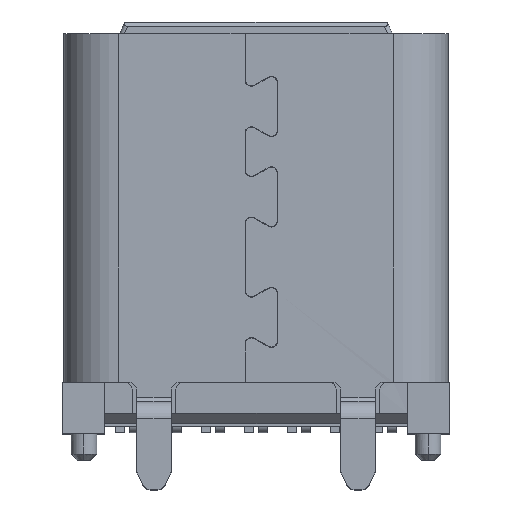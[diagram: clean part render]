
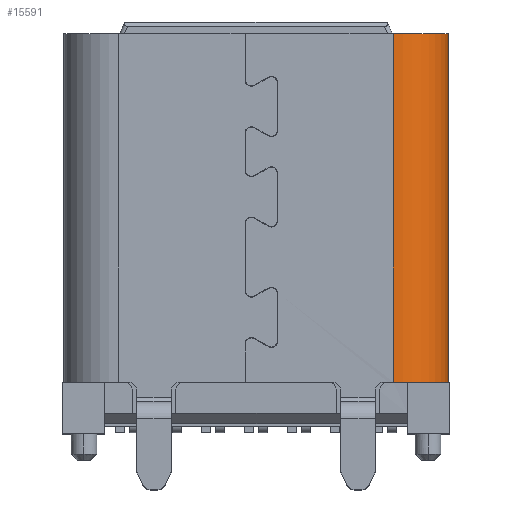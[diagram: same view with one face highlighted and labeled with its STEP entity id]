
A CAD part, top view. The second image highlights one B-rep face of the part: STEP entity #15591.
In plain terms, the highlighted cylindrical face has radius 1.28 mm (diameter 2.56 mm), a partial arc.
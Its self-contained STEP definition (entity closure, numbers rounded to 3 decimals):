
#1575 = CARTESIAN_POINT ( 'NONE',  ( 8.781, 0.592, 3.219 ) ) ;
#1701 = CARTESIAN_POINT ( 'NONE',  ( 8.781, 8.692, 3.219 ) ) ;
#1916 = CARTESIAN_POINT ( 'NONE',  ( 7.504, 0.592, 4.503 ) ) ;
#1925 = CARTESIAN_POINT ( 'NONE',  ( 7.501, 8.692, 4.499 ) ) ;
#2588 = DIRECTION ( 'NONE',  ( 0., 1., 0. ) ) ;
#2590 = DIRECTION ( 'NONE',  ( 1., 0., 0. ) ) ;
#2596 = CARTESIAN_POINT ( 'NONE',  ( 7.501, 9.392, 3.219 ) ) ;
#3886 = CARTESIAN_POINT ( 'NONE',  ( 7.501, 8.692, 3.219 ) ) ;
#3887 = DIRECTION ( 'NONE',  ( 0., 1., 0. ) ) ;
#3888 = DIRECTION ( 'NONE',  ( 1., 0., 0. ) ) ;
#4014 = EDGE_CURVE ( 'NONE', #14746, #14741, #9906, .T. ) ;
#4312 = DIRECTION ( 'NONE',  ( 0., -1., 0. ) ) ;
#4314 = CARTESIAN_POINT ( 'NONE',  ( 8.781, 9.392, 3.219 ) ) ;
#4315 = CARTESIAN_POINT ( 'NONE',  ( 7.501, 0.592, 3.219 ) ) ;
#4316 = DIRECTION ( 'NONE',  ( 0., -1., 0. ) ) ;
#4317 = DIRECTION ( 'NONE',  ( 0., 0., -1. ) ) ;
#6312 = AXIS2_PLACEMENT_3D ( 'NONE', #2596, #2588, #2590 ) ;
#6547 = AXIS2_PLACEMENT_3D ( 'NONE', #3886, #3887, #3888 ) ;
#6733 = CIRCLE ( 'NONE', #6547, 1.28 ) ;
#8672 = AXIS2_PLACEMENT_3D ( 'NONE', #4315, #4316, #4317 ) ;
#8703 = EDGE_LOOP ( 'NONE', ( #11926, #11855, #11941, #12126 ) ) ;
#9550 = VECTOR ( 'NONE', #4312, 1000. ) ;
#9554 = LINE ( 'NONE', #4314, #9550 ) ;
#9556 = CIRCLE ( 'NONE', #8672, 1.28 ) ;
#9889 = VECTOR ( 'NONE', #16564, 1000. ) ;
#9906 = LINE ( 'NONE', #16557, #9889 ) ;
#10261 = EDGE_CURVE ( 'NONE', #14473, #14741, #9556, .T. ) ;
#10262 = EDGE_CURVE ( 'NONE', #14599, #14473, #9554, .T. ) ;
#10869 = EDGE_CURVE ( 'NONE', #14746, #14599, #6733, .T. ) ;
#11855 = ORIENTED_EDGE ( 'NONE', *, *, #10262, .F. ) ;
#11926 = ORIENTED_EDGE ( 'NONE', *, *, #10261, .F. ) ;
#11941 = ORIENTED_EDGE ( 'NONE', *, *, #10869, .F. ) ;
#12126 = ORIENTED_EDGE ( 'NONE', *, *, #4014, .T. ) ;
#12744 = CYLINDRICAL_SURFACE ( 'NONE', #6312, 1.28 ) ;
#12746 = FACE_OUTER_BOUND ( 'NONE', #8703, .T. ) ;
#14473 = VERTEX_POINT ( 'NONE', #1575 ) ;
#14599 = VERTEX_POINT ( 'NONE', #1701 ) ;
#14741 = VERTEX_POINT ( 'NONE', #1916 ) ;
#14746 = VERTEX_POINT ( 'NONE', #1925 ) ;
#15591 = ADVANCED_FACE ( 'NONE', ( #12746 ), #12744, .T. ) ;
#16557 = CARTESIAN_POINT ( 'NONE',  ( 7.501, 9.392, 4.499 ) ) ;
#16564 = DIRECTION ( 'NONE',  ( 0., -1., 0. ) ) ;
